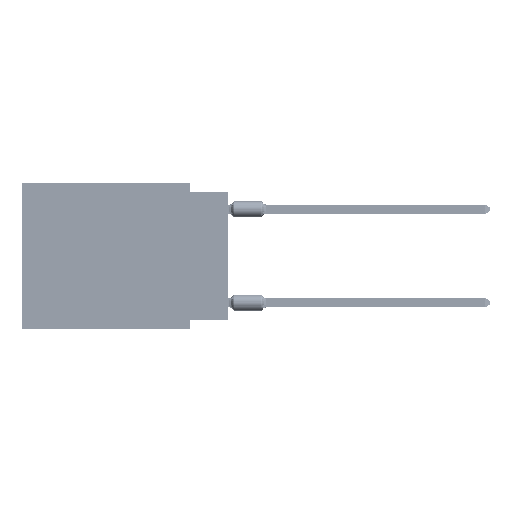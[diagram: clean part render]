
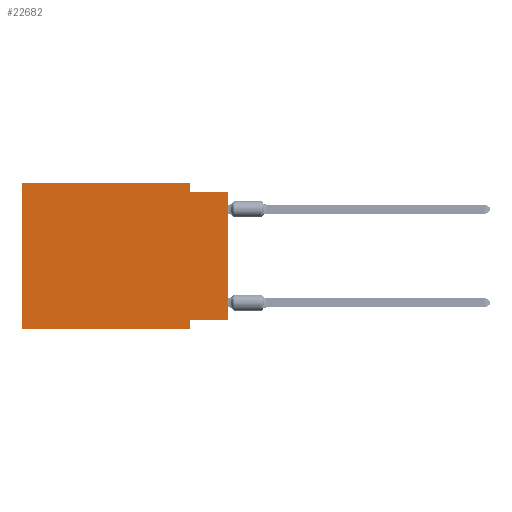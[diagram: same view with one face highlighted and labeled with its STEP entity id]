
A CAD part, left-side view. The second image highlights one B-rep face of the part: STEP entity #22682.
In plain terms, the highlighted planar face has unit normal (-1, 0, 0).
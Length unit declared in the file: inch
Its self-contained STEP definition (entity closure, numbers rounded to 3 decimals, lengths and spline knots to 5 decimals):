
#4685 = EDGE_CURVE ( 'NONE', #56345, #42297, #7552, .T. ) ;
#4986 = EDGE_CURVE ( 'NONE', #47446, #56345, #7034, .T. ) ;
#5079 = VECTOR ( 'NONE', #48040, 39.37008 ) ;
#5585 = VECTOR ( 'NONE', #49460, 39.37008 ) ;
#5676 = LINE ( 'NONE', #74010, #71240 ) ;
#7034 = LINE ( 'NONE', #33936, #5079 ) ;
#7519 = DIRECTION ( 'NONE',  ( 1., 0., 0. ) ) ;
#7552 = LINE ( 'NONE', #73788, #58328 ) ;
#8001 = LINE ( 'NONE', #32800, #55745 ) ;
#11378 = EDGE_CURVE ( 'NONE', #50379, #47446, #56193, .T. ) ;
#11826 = LINE ( 'NONE', #61864, #5585 ) ;
#16215 = VECTOR ( 'NONE', #52442, 39.37008 ) ;
#16536 = CARTESIAN_POINT ( 'NONE',  ( 0., 0.55, -0.39 ) ) ;
#20951 = ORIENTED_EDGE ( 'NONE', *, *, #11378, .F. ) ;
#22682 = ADVANCED_FACE ( 'NONE', ( #27586 ), #67334, .F. ) ;
#23349 = ORIENTED_EDGE ( 'NONE', *, *, #4986, .F. ) ;
#24700 = CARTESIAN_POINT ( 'NONE',  ( 0., 0.1, 0. ) ) ;
#27277 = CARTESIAN_POINT ( 'NONE',  ( 0., 0.1, -0.025 ) ) ;
#27586 = FACE_OUTER_BOUND ( 'NONE', #73902, .T. ) ;
#28020 = EDGE_CURVE ( 'NONE', #39624, #47805, #65252, .T. ) ;
#32202 = CARTESIAN_POINT ( 'NONE',  ( 0., 0.1, -0.365 ) ) ;
#32800 = CARTESIAN_POINT ( 'NONE',  ( 0., 0.1, -0.39 ) ) ;
#33936 = CARTESIAN_POINT ( 'NONE',  ( 0., 0.55, 0. ) ) ;
#36947 = DIRECTION ( 'NONE',  ( 0., 0., 1. ) ) ;
#39624 = VERTEX_POINT ( 'NONE', #68349 ) ;
#39891 = ORIENTED_EDGE ( 'NONE', *, *, #43919, .T. ) ;
#42297 = VERTEX_POINT ( 'NONE', #27277 ) ;
#42488 = EDGE_CURVE ( 'NONE', #42297, #47805, #11826, .T. ) ;
#43379 = CARTESIAN_POINT ( 'NONE',  ( 0., 0.55, 0. ) ) ;
#43465 = DIRECTION ( 'NONE',  ( 0., 1., 0. ) ) ;
#43919 = EDGE_CURVE ( 'NONE', #50379, #49945, #5676, .T. ) ;
#44216 = ORIENTED_EDGE ( 'NONE', *, *, #56523, .F. ) ;
#47446 = VERTEX_POINT ( 'NONE', #54128 ) ;
#47532 = DIRECTION ( 'NONE',  ( 0., -1., 0. ) ) ;
#47805 = VERTEX_POINT ( 'NONE', #66418 ) ;
#47971 = VECTOR ( 'NONE', #36947, 39.37008 ) ;
#48040 = DIRECTION ( 'NONE',  ( 0., -1., 0. ) ) ;
#49460 = DIRECTION ( 'NONE',  ( 0., -1., 0. ) ) ;
#49945 = VERTEX_POINT ( 'NONE', #68764 ) ;
#50379 = VERTEX_POINT ( 'NONE', #16536 ) ;
#51728 = ORIENTED_EDGE ( 'NONE', *, *, #4685, .F. ) ;
#52422 = DIRECTION ( 'NONE',  ( 0., 0., -1. ) ) ;
#52442 = DIRECTION ( 'NONE',  ( 0., 0., 1. ) ) ;
#54128 = CARTESIAN_POINT ( 'NONE',  ( 0., 0.55, 0. ) ) ;
#54722 = ORIENTED_EDGE ( 'NONE', *, *, #28020, .T. ) ;
#55629 = ORIENTED_EDGE ( 'NONE', *, *, #75027, .F. ) ;
#55745 = VECTOR ( 'NONE', #58870, 39.37008 ) ;
#56193 = LINE ( 'NONE', #43379, #47971 ) ;
#56345 = VERTEX_POINT ( 'NONE', #24700 ) ;
#56523 = EDGE_CURVE ( 'NONE', #76906, #49945, #8001, .T. ) ;
#58328 = VECTOR ( 'NONE', #60952, 39.37008 ) ;
#58870 = DIRECTION ( 'NONE',  ( 0., 0., -1. ) ) ;
#60923 = CARTESIAN_POINT ( 'NONE',  ( 0., 0.55, 0. ) ) ;
#60952 = DIRECTION ( 'NONE',  ( 0., 0., -1. ) ) ;
#61864 = CARTESIAN_POINT ( 'NONE',  ( 0., 0., -0.025 ) ) ;
#65252 = LINE ( 'NONE', #71253, #16215 ) ;
#66418 = CARTESIAN_POINT ( 'NONE',  ( 0., 0., -0.025 ) ) ;
#67334 = PLANE ( 'NONE',  #67635 ) ;
#67635 = AXIS2_PLACEMENT_3D ( 'NONE', #60923, #7519, #52422 ) ;
#68349 = CARTESIAN_POINT ( 'NONE',  ( 0., 0., -0.365 ) ) ;
#68764 = CARTESIAN_POINT ( 'NONE',  ( 0., 0.1, -0.39 ) ) ;
#71240 = VECTOR ( 'NONE', #47532, 39.37008 ) ;
#71253 = CARTESIAN_POINT ( 'NONE',  ( 0., 0., 0. ) ) ;
#73197 = VECTOR ( 'NONE', #43465, 39.37008 ) ;
#73788 = CARTESIAN_POINT ( 'NONE',  ( 0., 0.1, 0. ) ) ;
#73902 = EDGE_LOOP ( 'NONE', ( #54722, #80115, #51728, #23349, #20951, #39891, #44216, #55629 ) ) ;
#74010 = CARTESIAN_POINT ( 'NONE',  ( 0., 0.55, -0.39 ) ) ;
#75027 = EDGE_CURVE ( 'NONE', #39624, #76906, #76756, .T. ) ;
#76756 = LINE ( 'NONE', #77171, #73197 ) ;
#76906 = VERTEX_POINT ( 'NONE', #32202 ) ;
#77171 = CARTESIAN_POINT ( 'NONE',  ( 0., 0., -0.365 ) ) ;
#80115 = ORIENTED_EDGE ( 'NONE', *, *, #42488, .F. ) ;
